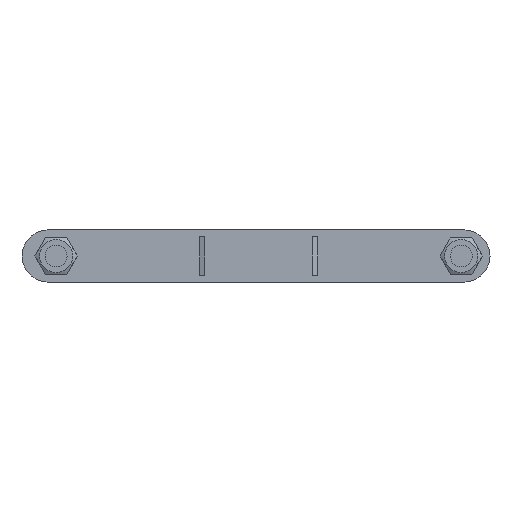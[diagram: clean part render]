
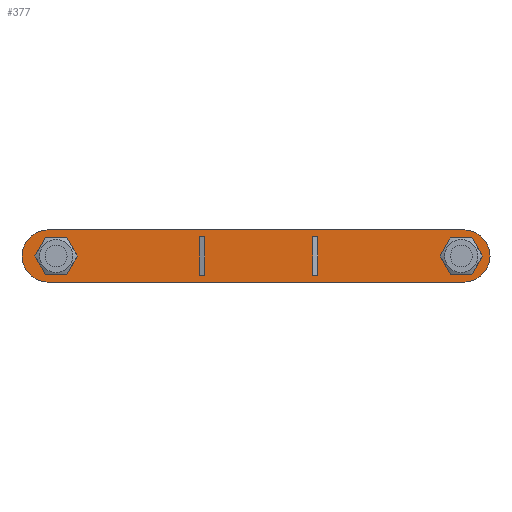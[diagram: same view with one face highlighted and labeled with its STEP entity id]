
A CAD part, front view. The second image highlights one B-rep face of the part: STEP entity #377.
In plain terms, the highlighted planar face has unit normal (0, -1, 0).
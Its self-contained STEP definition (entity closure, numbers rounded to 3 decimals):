
#377 = ADVANCED_FACE( '', ( #473, #474, #475, #476, #477 ), #478, .F. );
#473 = FACE_BOUND( '', #1551, .T. );
#474 = FACE_OUTER_BOUND( '', #1552, .T. );
#475 = FACE_BOUND( '', #1553, .T. );
#476 = FACE_BOUND( '', #1554, .T. );
#477 = FACE_BOUND( '', #1555, .T. );
#478 = PLANE( '', #1556 );
#1551 = EDGE_LOOP( '', ( #1782, #1783, #1784, #1785 ) );
#1552 = EDGE_LOOP( '', ( #1786, #1787, #1788, #1789, #1790, #1791 ) );
#1553 = EDGE_LOOP( '', ( #1792 ) );
#1554 = EDGE_LOOP( '', ( #1793, #1794, #1795, #1796 ) );
#1555 = EDGE_LOOP( '', ( #1797, #1798, #1799, #1800 ) );
#1556 = AXIS2_PLACEMENT_3D( '', #1801, #1802, #1803 );
#1782 = ORIENTED_EDGE( '', *, *, #2253, .F. );
#1783 = ORIENTED_EDGE( '', *, *, #2254, .T. );
#1784 = ORIENTED_EDGE( '', *, *, #2255, .T. );
#1785 = ORIENTED_EDGE( '', *, *, #2256, .F. );
#1786 = ORIENTED_EDGE( '', *, *, #2257, .F. );
#1787 = ORIENTED_EDGE( '', *, *, #2258, .F. );
#1788 = ORIENTED_EDGE( '', *, *, #2259, .F. );
#1789 = ORIENTED_EDGE( '', *, *, #2260, .F. );
#1790 = ORIENTED_EDGE( '', *, *, #2261, .F. );
#1791 = ORIENTED_EDGE( '', *, *, #2262, .F. );
#1792 = ORIENTED_EDGE( '', *, *, #2263, .T. );
#1793 = ORIENTED_EDGE( '', *, *, #2264, .F. );
#1794 = ORIENTED_EDGE( '', *, *, #2265, .F. );
#1795 = ORIENTED_EDGE( '', *, *, #2266, .F. );
#1796 = ORIENTED_EDGE( '', *, *, #2267, .F. );
#1797 = ORIENTED_EDGE( '', *, *, #2268, .T. );
#1798 = ORIENTED_EDGE( '', *, *, #2269, .T. );
#1799 = ORIENTED_EDGE( '', *, *, #2270, .F. );
#1800 = ORIENTED_EDGE( '', *, *, #2271, .F. );
#1801 = CARTESIAN_POINT( '', ( -120.55, 46., 0. ) );
#1802 = DIRECTION( '', ( 0., 1., 0. ) );
#1803 = DIRECTION( '', ( 0., 0., 1. ) );
#2253 = EDGE_CURVE( '', #2423, #2424, #2425, .T. );
#2254 = EDGE_CURVE( '', #2423, #2426, #2427, .T. );
#2255 = EDGE_CURVE( '', #2426, #2428, #2429, .T. );
#2256 = EDGE_CURVE( '', #2424, #2428, #2430, .T. );
#2257 = EDGE_CURVE( '', #2431, #2432, #2433, .T. );
#2258 = EDGE_CURVE( '', #2434, #2431, #2435, .T. );
#2259 = EDGE_CURVE( '', #2436, #2434, #2437, .T. );
#2260 = EDGE_CURVE( '', #2438, #2436, #2439, .T. );
#2261 = EDGE_CURVE( '', #2440, #2438, #2441, .T. );
#2262 = EDGE_CURVE( '', #2432, #2440, #2442, .T. );
#2263 = EDGE_CURVE( '', #2443, #2443, #2444, .T. );
#2264 = EDGE_CURVE( '', #2445, #2446, #2447, .T. );
#2265 = EDGE_CURVE( '', #2448, #2445, #2449, .T. );
#2266 = EDGE_CURVE( '', #2450, #2448, #2451, .T. );
#2267 = EDGE_CURVE( '', #2446, #2450, #2452, .T. );
#2268 = EDGE_CURVE( '', #2453, #2454, #2455, .T. );
#2269 = EDGE_CURVE( '', #2454, #2456, #2457, .T. );
#2270 = EDGE_CURVE( '', #2458, #2456, #2459, .T. );
#2271 = EDGE_CURVE( '', #2453, #2458, #2460, .T. );
#2423 = VERTEX_POINT( '', #2857 );
#2424 = VERTEX_POINT( '', #2858 );
#2425 = LINE( '', #2859, #2860 );
#2426 = VERTEX_POINT( '', #2861 );
#2427 = LINE( '', #2862, #2863 );
#2428 = VERTEX_POINT( '', #2864 );
#2429 = LINE( '', #2865, #2866 );
#2430 = LINE( '', #2867, #2868 );
#2431 = VERTEX_POINT( '', #2869 );
#2432 = VERTEX_POINT( '', #2870 );
#2433 = CIRCLE( '', #2871, 15. );
#2434 = VERTEX_POINT( '', #2872 );
#2435 = CIRCLE( '', #2873, 15. );
#2436 = VERTEX_POINT( '', #2874 );
#2437 = LINE( '', #2875, #2876 );
#2438 = VERTEX_POINT( '', #2877 );
#2439 = CIRCLE( '', #2878, 15. );
#2440 = VERTEX_POINT( '', #2879 );
#2441 = CIRCLE( '', #2880, 15. );
#2442 = LINE( '', #2881, #2882 );
#2443 = VERTEX_POINT( '', #2883 );
#2444 = CIRCLE( '', #2884, 6.9 );
#2445 = VERTEX_POINT( '', #2885 );
#2446 = VERTEX_POINT( '', #2886 );
#2447 = CIRCLE( '', #2887, 6.5 );
#2448 = VERTEX_POINT( '', #2888 );
#2449 = LINE( '', #2889, #2890 );
#2450 = VERTEX_POINT( '', #2891 );
#2451 = CIRCLE( '', #2892, 6.5 );
#2452 = LINE( '', #2893, #2894 );
#2453 = VERTEX_POINT( '', #2895 );
#2454 = VERTEX_POINT( '', #2896 );
#2455 = LINE( '', #2897, #2898 );
#2456 = VERTEX_POINT( '', #2899 );
#2457 = LINE( '', #2900, #2901 );
#2458 = VERTEX_POINT( '', #2902 );
#2459 = LINE( '', #2903, #2904 );
#2460 = LINE( '', #2905, #2906 );
#2857 = CARTESIAN_POINT( '', ( -33.9, 46., -11. ) );
#2858 = CARTESIAN_POINT( '', ( -30.9, 46., -11. ) );
#2859 = CARTESIAN_POINT( '', ( -33.9, 46., -11. ) );
#2860 = VECTOR( '', #3331, 1000. );
#2861 = CARTESIAN_POINT( '', ( -33.9, 46., 11. ) );
#2862 = CARTESIAN_POINT( '', ( -33.9, 46., -11. ) );
#2863 = VECTOR( '', #3332, 1000. );
#2864 = CARTESIAN_POINT( '', ( -30.9, 46., 11. ) );
#2865 = CARTESIAN_POINT( '', ( -33.9, 46., 11. ) );
#2866 = VECTOR( '', #3333, 1000. );
#2867 = CARTESIAN_POINT( '', ( -30.9, 46., -11. ) );
#2868 = VECTOR( '', #3334, 1000. );
#2869 = CARTESIAN_POINT( '', ( -135.55, 46., 0. ) );
#2870 = CARTESIAN_POINT( '', ( -120.55, 46., 15. ) );
#2871 = AXIS2_PLACEMENT_3D( '', #3335, #3336, #3337 );
#2872 = CARTESIAN_POINT( '', ( -120.55, 46., -15. ) );
#2873 = AXIS2_PLACEMENT_3D( '', #3338, #3339, #3340 );
#2874 = CARTESIAN_POINT( '', ( 117.45, 46., -15. ) );
#2875 = CARTESIAN_POINT( '', ( 117.45, 46., -15. ) );
#2876 = VECTOR( '', #3341, 1000. );
#2877 = CARTESIAN_POINT( '', ( 132.45, 46., 0. ) );
#2878 = AXIS2_PLACEMENT_3D( '', #3342, #3343, #3344 );
#2879 = CARTESIAN_POINT( '', ( 117.45, 46., 15. ) );
#2880 = AXIS2_PLACEMENT_3D( '', #3345, #3346, #3347 );
#2881 = CARTESIAN_POINT( '', ( -120.55, 46., 15. ) );
#2882 = VECTOR( '', #3348, 1000. );
#2883 = CARTESIAN_POINT( '', ( 122.9, 46., 0. ) );
#2884 = AXIS2_PLACEMENT_3D( '', #3349, #3350, #3351 );
#2885 = CARTESIAN_POINT( '', ( -119., 46., 6.5 ) );
#2886 = CARTESIAN_POINT( '', ( -119., 46., -6.5 ) );
#2887 = AXIS2_PLACEMENT_3D( '', #3352, #3353, #3354 );
#2888 = CARTESIAN_POINT( '', ( -113., 46., 6.5 ) );
#2889 = CARTESIAN_POINT( '', ( -113., 46., 6.5 ) );
#2890 = VECTOR( '', #3355, 1000. );
#2891 = CARTESIAN_POINT( '', ( -113., 46., -6.5 ) );
#2892 = AXIS2_PLACEMENT_3D( '', #3356, #3357, #3358 );
#2893 = CARTESIAN_POINT( '', ( -119., 46., -6.5 ) );
#2894 = VECTOR( '', #3359, 1000. );
#2895 = CARTESIAN_POINT( '', ( 33.9, 46., -11. ) );
#2896 = CARTESIAN_POINT( '', ( 30.9, 46., -11. ) );
#2897 = CARTESIAN_POINT( '', ( 33.9, 46., -11. ) );
#2898 = VECTOR( '', #3360, 1000. );
#2899 = CARTESIAN_POINT( '', ( 30.9, 46., 11. ) );
#2900 = CARTESIAN_POINT( '', ( 30.9, 46., -11. ) );
#2901 = VECTOR( '', #3361, 1000. );
#2902 = CARTESIAN_POINT( '', ( 33.9, 46., 11. ) );
#2903 = CARTESIAN_POINT( '', ( 33.9, 46., 11. ) );
#2904 = VECTOR( '', #3362, 1000. );
#2905 = CARTESIAN_POINT( '', ( 33.9, 46., -11. ) );
#2906 = VECTOR( '', #3363, 1000. );
#3331 = DIRECTION( '', ( 1., 0., 0. ) );
#3332 = DIRECTION( '', ( 0., 0., 1. ) );
#3333 = DIRECTION( '', ( 1., 0., 0. ) );
#3334 = DIRECTION( '', ( 0., 0., 1. ) );
#3335 = CARTESIAN_POINT( '', ( -120.55, 46., 0. ) );
#3336 = DIRECTION( '', ( 0., 1., 0. ) );
#3337 = DIRECTION( '', ( -1., 0., 0. ) );
#3338 = CARTESIAN_POINT( '', ( -120.55, 46., 0. ) );
#3339 = DIRECTION( '', ( 0., 1., 0. ) );
#3340 = DIRECTION( '', ( 0., 0., -1. ) );
#3341 = DIRECTION( '', ( -1., 0., 0. ) );
#3342 = CARTESIAN_POINT( '', ( 117.45, 46., 0. ) );
#3343 = DIRECTION( '', ( 0., 1., 0. ) );
#3344 = DIRECTION( '', ( 1., 0., 0. ) );
#3345 = CARTESIAN_POINT( '', ( 117.45, 46., 0. ) );
#3346 = DIRECTION( '', ( 0., 1., 0. ) );
#3347 = DIRECTION( '', ( 0., 0., 1. ) );
#3348 = DIRECTION( '', ( 1., 0., 0. ) );
#3349 = CARTESIAN_POINT( '', ( 116., 46., 0. ) );
#3350 = DIRECTION( '', ( 0., 1., 0. ) );
#3351 = DIRECTION( '', ( 1., 0., 0. ) );
#3352 = CARTESIAN_POINT( '', ( -119., 46., 0. ) );
#3353 = DIRECTION( '', ( 0., -1., 0. ) );
#3354 = DIRECTION( '', ( 0., 0., 1. ) );
#3355 = DIRECTION( '', ( -1., 0., 0. ) );
#3356 = CARTESIAN_POINT( '', ( -113., 46., 0. ) );
#3357 = DIRECTION( '', ( 0., -1., 0. ) );
#3358 = DIRECTION( '', ( 0., 0., -1. ) );
#3359 = DIRECTION( '', ( 1., 0., 0. ) );
#3360 = DIRECTION( '', ( -1., 0., 0. ) );
#3361 = DIRECTION( '', ( 0., 0., 1. ) );
#3362 = DIRECTION( '', ( -1., 0., 0. ) );
#3363 = DIRECTION( '', ( 0., 0., 1. ) );
